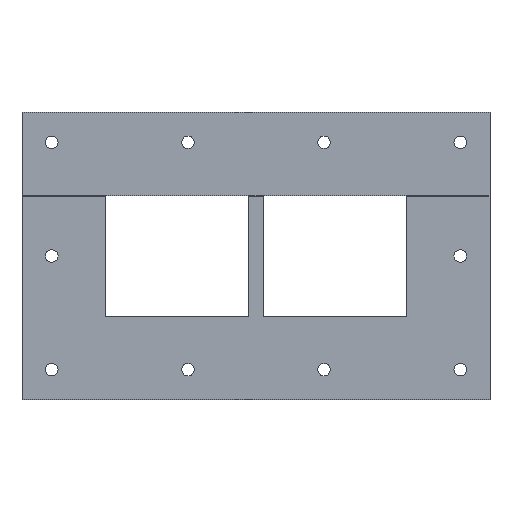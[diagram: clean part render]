
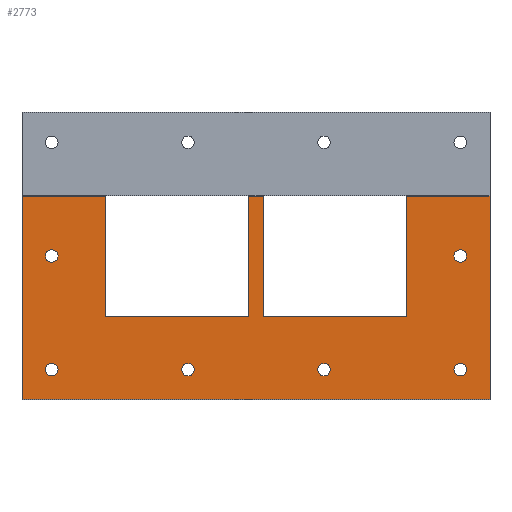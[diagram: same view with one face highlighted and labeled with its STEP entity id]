
A CAD part, top view. The second image highlights one B-rep face of the part: STEP entity #2773.
In plain terms, the highlighted planar face has unit normal (0, 0, 1).
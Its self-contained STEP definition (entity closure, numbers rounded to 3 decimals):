
#233=FACE_BOUND('',#650,.T.);
#234=FACE_BOUND('',#651,.T.);
#235=FACE_BOUND('',#652,.T.);
#236=FACE_BOUND('',#653,.T.);
#237=FACE_BOUND('',#654,.T.);
#238=FACE_BOUND('',#655,.T.);
#337=CIRCLE('',#3179,5.25);
#338=CIRCLE('',#3180,5.25);
#339=CIRCLE('',#3181,5.25);
#340=CIRCLE('',#3182,5.25);
#341=CIRCLE('',#3183,5.25);
#342=CIRCLE('',#3184,5.25);
#478=FACE_OUTER_BOUND('',#649,.T.);
#649=EDGE_LOOP('',(#2063,#2064,#2065,#2066,#2067,#2068,#2069,#2070,#2071,
#2072,#2073,#2074));
#650=EDGE_LOOP('',(#2075));
#651=EDGE_LOOP('',(#2076));
#652=EDGE_LOOP('',(#2077));
#653=EDGE_LOOP('',(#2078));
#654=EDGE_LOOP('',(#2079));
#655=EDGE_LOOP('',(#2080));
#895=LINE('',#4425,#1114);
#900=LINE('',#4435,#1119);
#903=LINE('',#4442,#1122);
#918=LINE('',#4472,#1137);
#919=LINE('',#4474,#1138);
#920=LINE('',#4476,#1139);
#921=LINE('',#4478,#1140);
#922=LINE('',#4480,#1141);
#923=LINE('',#4482,#1142);
#924=LINE('',#4484,#1143);
#925=LINE('',#4485,#1144);
#926=LINE('',#4486,#1145);
#1114=VECTOR('',#3589,10.);
#1119=VECTOR('',#3596,10.);
#1122=VECTOR('',#3601,10.);
#1137=VECTOR('',#3624,10.);
#1138=VECTOR('',#3625,10.);
#1139=VECTOR('',#3626,10.);
#1140=VECTOR('',#3627,10.);
#1141=VECTOR('',#3628,10.);
#1142=VECTOR('',#3629,10.);
#1143=VECTOR('',#3630,10.);
#1144=VECTOR('',#3631,10.);
#1145=VECTOR('',#3632,10.);
#1340=VERTEX_POINT('',#4423);
#1341=VERTEX_POINT('',#4424);
#1344=VERTEX_POINT('',#4432);
#1345=VERTEX_POINT('',#4434);
#1347=VERTEX_POINT('',#4440);
#1348=VERTEX_POINT('',#4441);
#1360=VERTEX_POINT('',#4473);
#1361=VERTEX_POINT('',#4475);
#1362=VERTEX_POINT('',#4477);
#1363=VERTEX_POINT('',#4479);
#1364=VERTEX_POINT('',#4481);
#1365=VERTEX_POINT('',#4483);
#1366=VERTEX_POINT('',#4487);
#1367=VERTEX_POINT('',#4489);
#1368=VERTEX_POINT('',#4491);
#1369=VERTEX_POINT('',#4493);
#1370=VERTEX_POINT('',#4495);
#1371=VERTEX_POINT('',#4497);
#1606=EDGE_CURVE('',#1340,#1341,#895,.T.);
#1611=EDGE_CURVE('',#1345,#1344,#900,.T.);
#1614=EDGE_CURVE('',#1347,#1348,#903,.T.);
#1631=EDGE_CURVE('',#1344,#1347,#918,.T.);
#1632=EDGE_CURVE('',#1348,#1360,#919,.T.);
#1633=EDGE_CURVE('',#1360,#1361,#920,.T.);
#1634=EDGE_CURVE('',#1361,#1362,#921,.T.);
#1635=EDGE_CURVE('',#1362,#1363,#922,.T.);
#1636=EDGE_CURVE('',#1363,#1364,#923,.T.);
#1637=EDGE_CURVE('',#1364,#1365,#924,.T.);
#1638=EDGE_CURVE('',#1365,#1340,#925,.T.);
#1639=EDGE_CURVE('',#1341,#1345,#926,.T.);
#1640=EDGE_CURVE('',#1366,#1366,#337,.T.);
#1641=EDGE_CURVE('',#1367,#1367,#338,.T.);
#1642=EDGE_CURVE('',#1368,#1368,#339,.T.);
#1643=EDGE_CURVE('',#1369,#1369,#340,.T.);
#1644=EDGE_CURVE('',#1370,#1370,#341,.T.);
#1645=EDGE_CURVE('',#1371,#1371,#342,.T.);
#2063=ORIENTED_EDGE('',*,*,#1611,.T.);
#2064=ORIENTED_EDGE('',*,*,#1631,.T.);
#2065=ORIENTED_EDGE('',*,*,#1614,.T.);
#2066=ORIENTED_EDGE('',*,*,#1632,.T.);
#2067=ORIENTED_EDGE('',*,*,#1633,.T.);
#2068=ORIENTED_EDGE('',*,*,#1634,.T.);
#2069=ORIENTED_EDGE('',*,*,#1635,.T.);
#2070=ORIENTED_EDGE('',*,*,#1636,.T.);
#2071=ORIENTED_EDGE('',*,*,#1637,.T.);
#2072=ORIENTED_EDGE('',*,*,#1638,.T.);
#2073=ORIENTED_EDGE('',*,*,#1606,.T.);
#2074=ORIENTED_EDGE('',*,*,#1639,.T.);
#2075=ORIENTED_EDGE('',*,*,#1640,.T.);
#2076=ORIENTED_EDGE('',*,*,#1641,.T.);
#2077=ORIENTED_EDGE('',*,*,#1642,.T.);
#2078=ORIENTED_EDGE('',*,*,#1643,.T.);
#2079=ORIENTED_EDGE('',*,*,#1644,.T.);
#2080=ORIENTED_EDGE('',*,*,#1645,.T.);
#2673=PLANE('',#3178);
#2773=ADVANCED_FACE('',(#478,#233,#234,#235,#236,#237,#238),#2673,.T.);
#3178=AXIS2_PLACEMENT_3D('',#4471,#3622,#3623);
#3179=AXIS2_PLACEMENT_3D('',#4488,#3633,#3634);
#3180=AXIS2_PLACEMENT_3D('',#4490,#3635,#3636);
#3181=AXIS2_PLACEMENT_3D('',#4492,#3637,#3638);
#3182=AXIS2_PLACEMENT_3D('',#4494,#3639,#3640);
#3183=AXIS2_PLACEMENT_3D('',#4496,#3641,#3642);
#3184=AXIS2_PLACEMENT_3D('',#4498,#3643,#3644);
#3589=DIRECTION('',(0.,1.,0.));
#3596=DIRECTION('',(0.,-1.,0.));
#3601=DIRECTION('',(0.,1.,0.));
#3622=DIRECTION('center_axis',(0.,0.,1.));
#3623=DIRECTION('ref_axis',(1.,0.,0.));
#3624=DIRECTION('',(1.,0.,0.));
#3625=DIRECTION('',(-1.,0.,0.));
#3626=DIRECTION('',(0.,-1.,0.));
#3627=DIRECTION('',(-1.,0.,0.));
#3628=DIRECTION('',(0.,1.,0.));
#3629=DIRECTION('',(-1.,0.,0.));
#3630=DIRECTION('',(0.,-1.,0.));
#3631=DIRECTION('',(-1.,0.,0.));
#3632=DIRECTION('',(-1.,0.,0.));
#3633=DIRECTION('center_axis',(0.,0.,-1.));
#3634=DIRECTION('ref_axis',(1.,0.,0.));
#3635=DIRECTION('center_axis',(0.,0.,-1.));
#3636=DIRECTION('ref_axis',(1.,0.,0.));
#3637=DIRECTION('center_axis',(0.,0.,-1.));
#3638=DIRECTION('ref_axis',(1.,0.,0.));
#3639=DIRECTION('center_axis',(0.,0.,-1.));
#3640=DIRECTION('ref_axis',(1.,0.,0.));
#3641=DIRECTION('center_axis',(0.,0.,-1.));
#3642=DIRECTION('ref_axis',(1.,0.,0.));
#3643=DIRECTION('center_axis',(0.,0.,-1.));
#3644=DIRECTION('ref_axis',(1.,0.,0.));
#4423=CARTESIAN_POINT('',(-126.5,-50.5,0.));
#4424=CARTESIAN_POINT('',(-126.5,50.,0.));
#4425=CARTESIAN_POINT('',(-126.5,-25.25,0.));
#4432=CARTESIAN_POINT('',(-196.5,-120.5,0.));
#4434=CARTESIAN_POINT('',(-196.5,50.,0.));
#4435=CARTESIAN_POINT('',(-196.5,120.5,0.));
#4440=CARTESIAN_POINT('',(196.5,-120.5,0.));
#4441=CARTESIAN_POINT('',(196.5,50.,0.));
#4442=CARTESIAN_POINT('',(196.5,-120.5,0.));
#4471=CARTESIAN_POINT('Origin',(0.,0.,
0.));
#4472=CARTESIAN_POINT('',(-196.5,-120.5,0.));
#4473=CARTESIAN_POINT('',(126.5,50.,0.));
#4474=CARTESIAN_POINT('',(98.25,50.,0.));
#4475=CARTESIAN_POINT('',(126.5,-50.5,0.));
#4476=CARTESIAN_POINT('',(126.5,25.25,0.));
#4477=CARTESIAN_POINT('',(6.,-50.5,0.));
#4478=CARTESIAN_POINT('',(63.25,-50.5,0.));
#4479=CARTESIAN_POINT('',(6.,50.,0.));
#4480=CARTESIAN_POINT('',(6.,-25.25,0.));
#4481=CARTESIAN_POINT('',(-6.,50.,0.));
#4482=CARTESIAN_POINT('',(98.25,50.,0.));
#4483=CARTESIAN_POINT('',(-6.,-50.5,0.));
#4484=CARTESIAN_POINT('',(-6.,25.25,0.));
#4485=CARTESIAN_POINT('',(-3.,-50.5,0.));
#4486=CARTESIAN_POINT('',(98.25,50.,0.));
#4487=CARTESIAN_POINT('',(-176.75,-95.5,0.));
#4488=CARTESIAN_POINT('Origin',(-171.5,-95.5,0.));
#4489=CARTESIAN_POINT('',(-176.75,0.,0.));
#4490=CARTESIAN_POINT('Origin',(-171.5,0.,0.));
#4491=CARTESIAN_POINT('',(-62.417,-95.5,0.));
#4492=CARTESIAN_POINT('Origin',(-57.167,-95.5,0.));
#4493=CARTESIAN_POINT('',(51.917,-95.5,0.));
#4494=CARTESIAN_POINT('Origin',(57.167,-95.5,0.));
#4495=CARTESIAN_POINT('',(166.25,-95.5,0.));
#4496=CARTESIAN_POINT('Origin',(171.5,-95.5,0.));
#4497=CARTESIAN_POINT('',(166.25,0.,0.));
#4498=CARTESIAN_POINT('Origin',(171.5,0.,0.));
